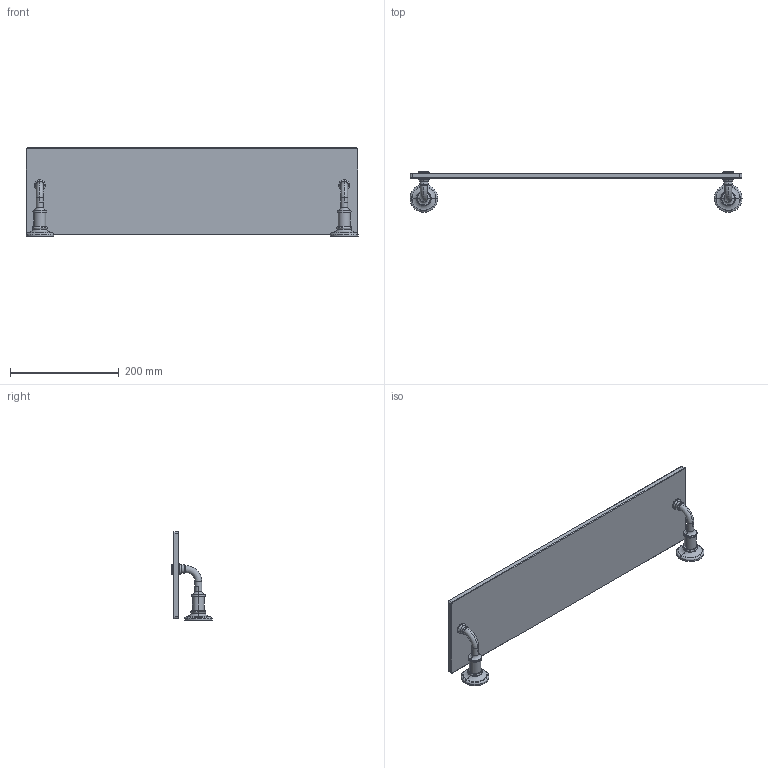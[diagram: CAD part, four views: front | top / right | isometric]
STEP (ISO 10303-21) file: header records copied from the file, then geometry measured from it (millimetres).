
FILE_DESCRIPTION((''),'2;1');
FILE_NAME('4534T-24_WEB','2010-09-03T',('project'),(''),'PRO/ENGINEER BY PARAMETRIC TECHNOLOGY CORPORATION, 2009300','PRO/ENGINEER BY PARAMETRIC TECHNOLOGY CORPORATION, 2009300','');
FILE_SCHEMA(('CONFIG_CONTROL_DESIGN'));
Length unit declared in the file: inch
Products named in the file (1): 4534T-24_WEB
Bounding box: 609.6 x 74.15 x 162.92 mm (x, y, z)
Surface area: 234873.2 mm2 (no closed solid volume)
Topology: 0 solids, 21 shells, 372 faces, 1348 edges, 988 vertices
Faces by surface type: cylinder 184, plane 124, torus 52, cone 12
Entity records: 15126 total; most frequent: CARTESIAN_POINT 4500, DIRECTION 2160, ORIENTED_EDGE 1920, EDGE_CURVE 1348, VERTEX_POINT 988, AXIS2_PLACEMENT_3D 844, VECTOR 472, LINE 472
